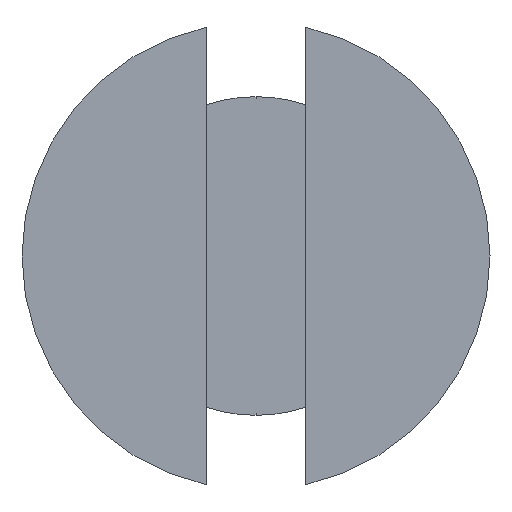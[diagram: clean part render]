
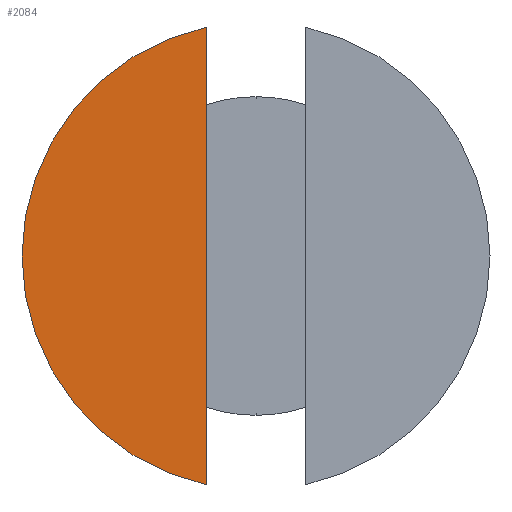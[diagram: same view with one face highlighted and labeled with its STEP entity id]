
A CAD part, left-side view. The second image highlights one B-rep face of the part: STEP entity #2084.
In plain terms, the highlighted planar face has unit normal (-1, 0, 0).
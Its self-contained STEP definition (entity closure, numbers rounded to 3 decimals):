
#30 = DIRECTION ( 'NONE',  ( 0., 0., -1. ) ) ;
#81 = ORIENTED_EDGE ( 'NONE', *, *, #1929, .F. ) ;
#375 = VERTEX_POINT ( 'NONE', #2875 ) ;
#472 = ORIENTED_EDGE ( 'NONE', *, *, #1740, .T. ) ;
#482 = CARTESIAN_POINT ( 'NONE',  ( 0., 0.5, 2.35 ) ) ;
#587 = CARTESIAN_POINT ( 'NONE',  ( 0., 0.5, -2.296 ) ) ;
#618 = CARTESIAN_POINT ( 'NONE',  ( 0., 0., 0. ) ) ;
#776 = FACE_OUTER_BOUND ( 'NONE', #1626, .T. ) ;
#901 = DIRECTION ( 'NONE',  ( -1., 0., 0. ) ) ;
#970 = LINE ( 'NONE', #482, #2304 ) ;
#982 = AXIS2_PLACEMENT_3D ( 'NONE', #618, #901, #1507 ) ;
#1236 = DIRECTION ( 'NONE',  ( -1., 0., 0. ) ) ;
#1507 = DIRECTION ( 'NONE',  ( 0., 0., 1. ) ) ;
#1626 = EDGE_LOOP ( 'NONE', ( #81, #472 ) ) ;
#1740 = EDGE_CURVE ( 'NONE', #375, #2467, #1877, .T. ) ;
#1877 = CIRCLE ( 'NONE', #982, 2.35 ) ;
#1929 = EDGE_CURVE ( 'NONE', #375, #2467, #970, .T. ) ;
#2084 = ADVANCED_FACE ( 'NONE', ( #776 ), #2818, .T. ) ;
#2136 = DIRECTION ( 'NONE',  ( 0., 0., 1. ) ) ;
#2304 = VECTOR ( 'NONE', #30, 1000. ) ;
#2378 = AXIS2_PLACEMENT_3D ( 'NONE', #2774, #1236, #2136 ) ;
#2467 = VERTEX_POINT ( 'NONE', #587 ) ;
#2774 = CARTESIAN_POINT ( 'NONE',  ( 0., 0., 0. ) ) ;
#2818 = PLANE ( 'NONE',  #2378 ) ;
#2875 = CARTESIAN_POINT ( 'NONE',  ( 0., 0.5, 2.296 ) ) ;
